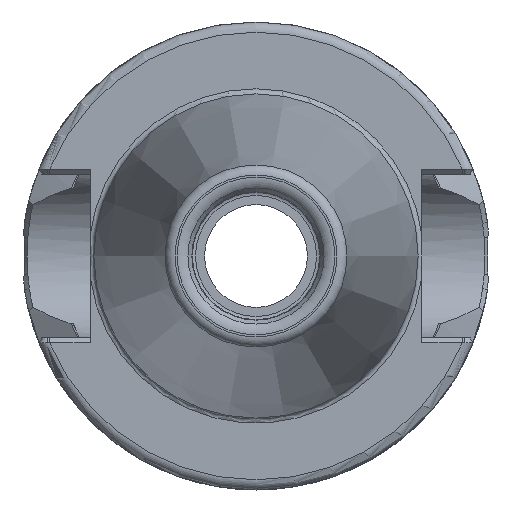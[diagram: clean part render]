
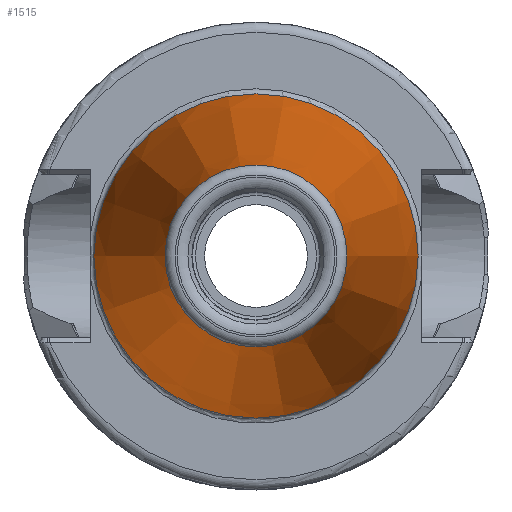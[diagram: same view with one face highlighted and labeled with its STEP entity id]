
A CAD part, left-side view. The second image highlights one B-rep face of the part: STEP entity #1515.
In plain terms, the highlighted conical face has half-angle 8.297 degrees and reference radius 12.437 mm.
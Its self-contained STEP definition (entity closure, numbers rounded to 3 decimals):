
#40=CONICAL_SURFACE('',#1635,12.437,0.145);
#127=CIRCLE('',#1629,8.941);
#128=CIRCLE('',#1630,8.941);
#129=CIRCLE('',#1631,8.941);
#133=CIRCLE('',#1636,15.933);
#134=CIRCLE('',#1637,15.933);
#250=FACE_OUTER_BOUND('',#331,.T.);
#331=EDGE_LOOP('',(#1275,#1276,#1277,#1278,#1279,#1280,#1281));
#428=LINE('',#3253,#500);
#500=VECTOR('',#1941,12.437);
#673=VERTEX_POINT('',#3237);
#674=VERTEX_POINT('',#3238);
#675=VERTEX_POINT('',#3240);
#678=VERTEX_POINT('',#3249);
#679=VERTEX_POINT('',#3250);
#890=EDGE_CURVE('',#673,#674,#127,.T.);
#891=EDGE_CURVE('',#675,#673,#128,.T.);
#892=EDGE_CURVE('',#674,#675,#129,.T.);
#896=EDGE_CURVE('',#678,#679,#133,.T.);
#897=EDGE_CURVE('',#679,#678,#134,.T.);
#898=EDGE_CURVE('',#679,#675,#428,.T.);
#1275=ORIENTED_EDGE('',*,*,#896,.F.);
#1276=ORIENTED_EDGE('',*,*,#897,.F.);
#1277=ORIENTED_EDGE('',*,*,#898,.T.);
#1278=ORIENTED_EDGE('',*,*,#891,.T.);
#1279=ORIENTED_EDGE('',*,*,#890,.T.);
#1280=ORIENTED_EDGE('',*,*,#892,.T.);
#1281=ORIENTED_EDGE('',*,*,#898,.F.);
#1515=ADVANCED_FACE('',(#250),#40,.T.);
#1629=AXIS2_PLACEMENT_3D('',#3239,#1923,#1924);
#1630=AXIS2_PLACEMENT_3D('',#3241,#1925,#1926);
#1631=AXIS2_PLACEMENT_3D('',#3242,#1927,#1928);
#1635=AXIS2_PLACEMENT_3D('',#3248,#1935,#1936);
#1636=AXIS2_PLACEMENT_3D('',#3251,#1937,#1938);
#1637=AXIS2_PLACEMENT_3D('',#3252,#1939,#1940);
#1923=DIRECTION('center_axis',(1.,0.,0.));
#1924=DIRECTION('ref_axis',(0.,0.,-1.));
#1925=DIRECTION('center_axis',(1.,0.,0.));
#1926=DIRECTION('ref_axis',(0.,0.,-1.));
#1927=DIRECTION('center_axis',(1.,0.,0.));
#1928=DIRECTION('ref_axis',(0.,0.,-1.));
#1935=DIRECTION('center_axis',(1.,0.,0.));
#1936=DIRECTION('ref_axis',(0.,1.,0.));
#1937=DIRECTION('center_axis',(1.,0.,0.));
#1938=DIRECTION('ref_axis',(0.,0.,-1.));
#1939=DIRECTION('center_axis',(1.,0.,0.));
#1940=DIRECTION('ref_axis',(0.,0.,-1.));
#1941=DIRECTION('',(-0.99,0.144,0.));
#3237=CARTESIAN_POINT('',(-47.944,8.941,0.));
#3238=CARTESIAN_POINT('',(-47.944,0.,8.941));
#3239=CARTESIAN_POINT('Origin',(-47.944,0.,
0.));
#3240=CARTESIAN_POINT('',(-47.944,-8.941,0.));
#3241=CARTESIAN_POINT('Origin',(-47.944,0.,
0.));
#3242=CARTESIAN_POINT('Origin',(-47.944,0.,
0.));
#3248=CARTESIAN_POINT('Origin',(-23.972,0.,0.));
#3249=CARTESIAN_POINT('',(0.,15.933,0.));
#3250=CARTESIAN_POINT('',(0.,-15.933,0.));
#3251=CARTESIAN_POINT('Origin',(0.,0.,
0.));
#3252=CARTESIAN_POINT('Origin',(0.,0.,
0.));
#3253=CARTESIAN_POINT('',(-23.972,-12.437,0.));
